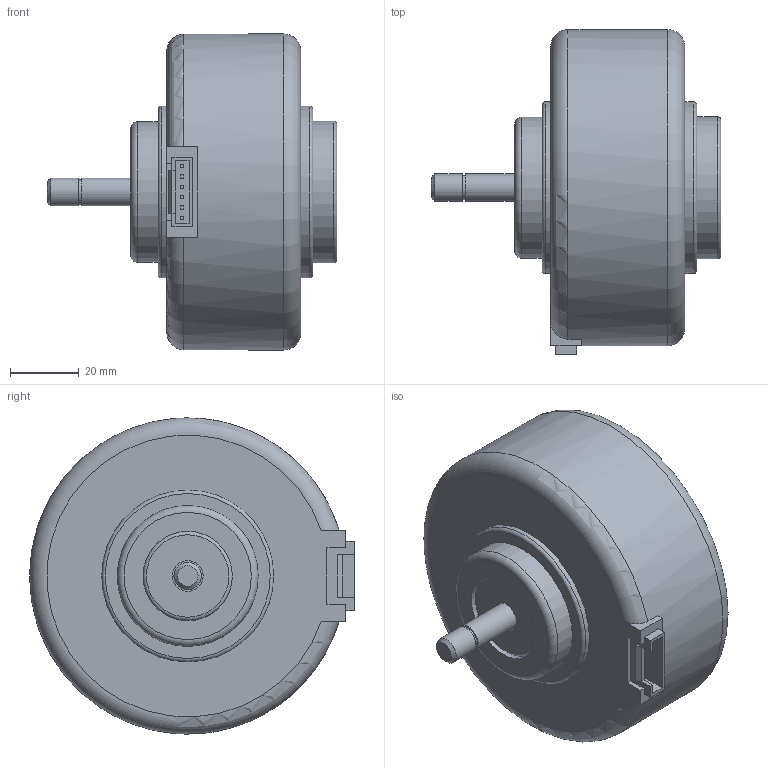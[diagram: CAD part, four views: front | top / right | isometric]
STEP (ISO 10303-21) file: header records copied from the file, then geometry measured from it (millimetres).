
FILE_DESCRIPTION((''),'2;1');
FILE_NAME('89812_BMC.stp','2014-05-19T10:58:39',('ampex83'),(''),'Autodesk Inventor 2011','Autodesk Inventor 2011','');
FILE_SCHEMA(('AUTOMOTIVE_DESIGN { 1 0 10303 214 1 1 1 1 }'));
Length unit declared in the file: millimetre
Products named in the file (1): 89812_BMC
Bounding box: 84.3 x 94.5 x 92 mm (x, y, z)
Volume: 284128.7 mm3; surface area: 33405.5 mm2
Topology: 1 solids, 3 shells, 114 faces, 242 edges, 156 vertices
Faces by surface type: plane 77, cylinder 19, torus 16, cone 2
Full cylindrical faces by diameter (mm): 7.1 x1, 8 x2, 9 x1, 17.4 x1, 24.4 x2, 26 x1, 30.4 x1, 38 x1, 41 x1, 41.3 x1, 44.8 x1, 45 x1, 49.1 x1, 50 x2, 58.5 x1, 92 x1
Entity records: 2994 total; most frequent: CARTESIAN_POINT 501, DIRECTION 489, ORIENTED_EDGE 402, EDGE_CURVE 201, EDGE_LOOP 176, AXIS2_PLACEMENT_3D 175, VERTEX_POINT 151, VECTOR 139
